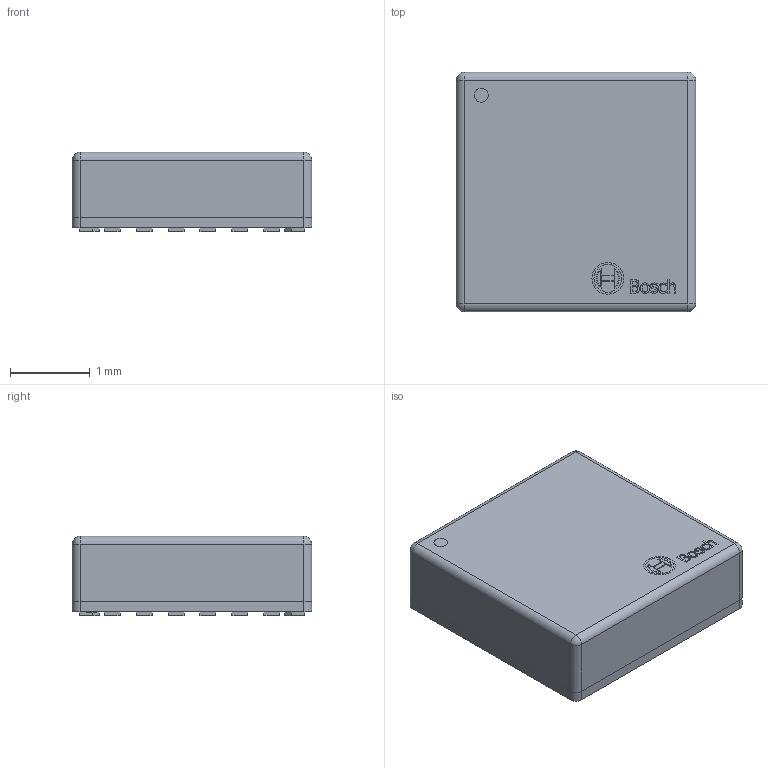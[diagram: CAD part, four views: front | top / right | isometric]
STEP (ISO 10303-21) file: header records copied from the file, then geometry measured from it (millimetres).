
FILE_DESCRIPTION(/* description */ (''),/* implementation_level */ '2;1');
FILE_NAME(/* name */ '1.stp',/* time_stamp */ '2020-04-06T13:09:22+02:00',/* author */ ('Karem'),/* organization */ (''),/* preprocessor_version */ 'ST-DEVELOPER v15.6',/* originating_system */ 'Autodesk Inventor 2015',/* authorisation */ '');
FILE_SCHEMA (('AUTOMOTIVE_DESIGN { 1 0 10303 214 3 1 1 }'));
Products named in the file (6): 1; 2; 3; BOSCH logo; 4
Bounding box: 3 x 3 x 1 mm (x, y, z)
Volume: 8.6 mm3; surface area: 51.2 mm2
Topology: 35 solids, 35 shells, 302 faces, 684 edges, 452 vertices
Faces by surface type: plane 223, bspline 56, cylinder 19, sphere 4
Full cylindrical faces by diameter (mm): 0.172 x1, 0.348 x1, 0.399 x1
Entity records: 8767 total; most frequent: CARTESIAN_POINT 2174, ORIENTED_EDGE 1362, DIRECTION 1121, EDGE_CURVE 681, LINE 531, VECTOR 531, VERTEX_POINT 452, EDGE_LOOP 319
